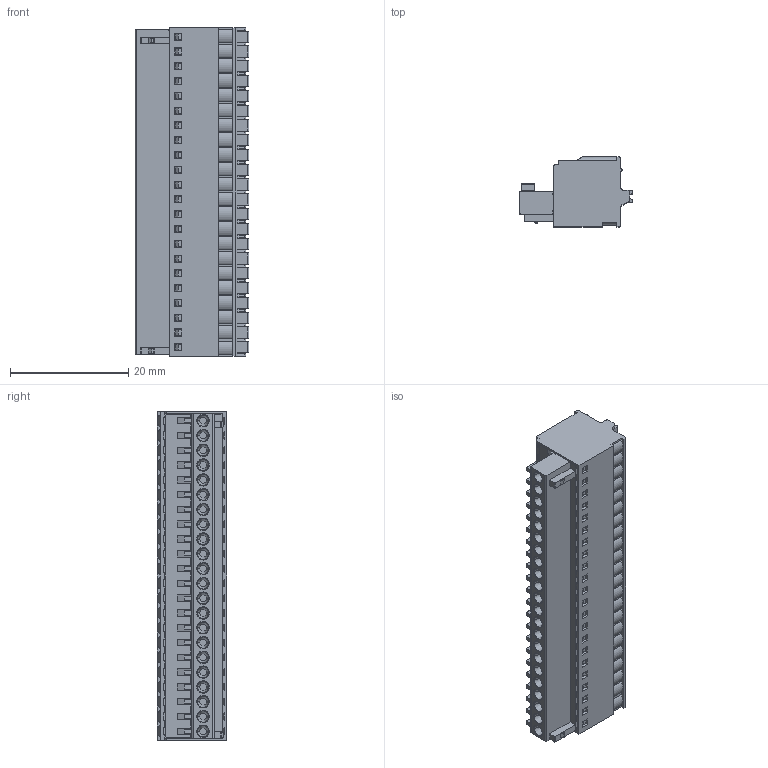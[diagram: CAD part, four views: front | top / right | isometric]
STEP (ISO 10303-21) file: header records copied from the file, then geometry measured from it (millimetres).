
FILE_DESCRIPTION((''),'2;1');
FILE_NAME('TLPS-006-03P','2024-09-14T',('sheji'),(''),'PRO/ENGINEER BY PARAMETRIC TECHNOLOGY CORPORATION, 2015240','PRO/ENGINEER BY PARAMETRIC TECHNOLOGY CORPORATION, 2015240','');
FILE_SCHEMA(('CONFIG_CONTROL_DESIGN'));
Products named in the file (1): TLPS-006-03P
Bounding box: 19.2 x 11.75 x 55.6 mm (x, y, z)
Volume: 7792.3 mm3; surface area: 6090.5 mm2
Topology: 1 solids, 22 shells, 2394 faces, 6454 edges, 4258 vertices
Faces by surface type: plane 1696, cylinder 522, cone 110, torus 44, sphere 22
Entity records: 75812 total; most frequent: CARTESIAN_POINT 14602, ORIENTED_EDGE 12908, DIRECTION 12444, EDGE_CURVE 6454, VECTOR 4988, LINE 4988, VERTEX_POINT 4258, AXIS2_PLACEMENT_3D 3728
